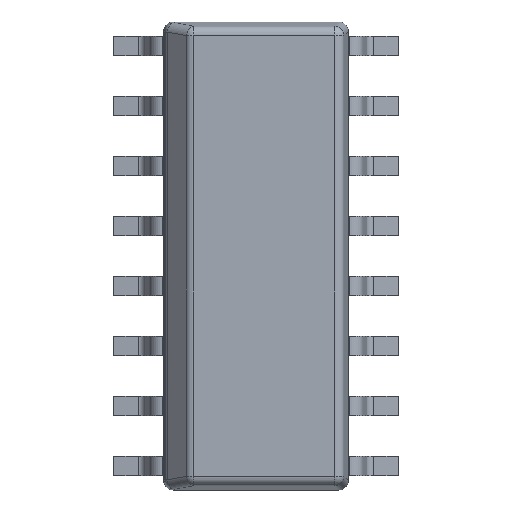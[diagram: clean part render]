
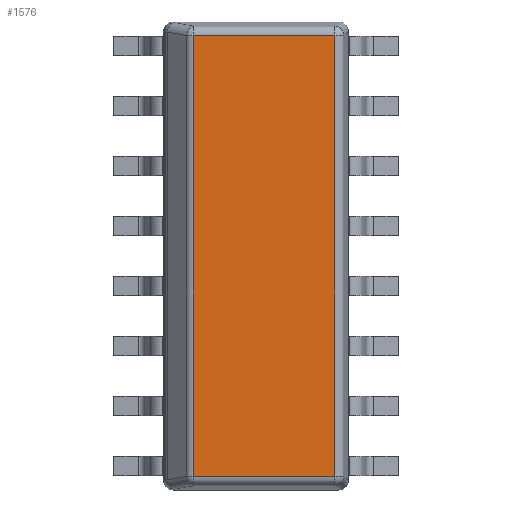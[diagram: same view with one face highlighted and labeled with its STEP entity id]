
A CAD part, top view. The second image highlights one B-rep face of the part: STEP entity #1576.
In plain terms, the highlighted face is planar.
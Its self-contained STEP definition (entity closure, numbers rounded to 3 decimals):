
#390=DIRECTION('',(0.,0.,-1.));
#391=VECTOR('',#390,2.991);
#392=CARTESIAN_POINT('',(4.662,0.68,1.662));
#393=LINE('',#392,#391);
#404=DIRECTION('',(1.,0.,0.));
#405=VECTOR('',#404,9.325);
#406=CARTESIAN_POINT('',(-4.662,0.68,-1.329));
#407=LINE('',#406,#405);
#442=DIRECTION('',(0.,0.,1.));
#443=VECTOR('',#442,2.991);
#444=CARTESIAN_POINT('',(-4.662,0.68,-1.329));
#445=LINE('',#444,#443);
#480=DIRECTION('',(1.,0.,0.));
#481=VECTOR('',#480,9.325);
#482=CARTESIAN_POINT('',(-4.662,0.68,1.662));
#483=LINE('',#482,#481);
#1199=CARTESIAN_POINT('',(-4.662,0.68,1.662));
#1200=CARTESIAN_POINT('',(4.662,0.68,1.662));
#1201=VERTEX_POINT('',#1199);
#1202=VERTEX_POINT('',#1200);
#1267=CARTESIAN_POINT('',(-4.662,0.68,-1.329));
#1268=VERTEX_POINT('',#1267);
#1269=CARTESIAN_POINT('',(4.662,0.68,-1.329));
#1270=VERTEX_POINT('',#1269);
#1562=CARTESIAN_POINT('',(0.,0.68,0.));
#1563=DIRECTION('',(0.,1.,0.));
#1564=DIRECTION('',(1.,0.,0.));
#1565=AXIS2_PLACEMENT_3D('',#1562,#1563,#1564);
#1566=PLANE('',#1565);
#1568=ORIENTED_EDGE('',*,*,#1567,.T.);
#1569=ORIENTED_EDGE('',*,*,#1552,.F.);
#1571=ORIENTED_EDGE('',*,*,#1570,.F.);
#1573=ORIENTED_EDGE('',*,*,#1572,.F.);
#1574=EDGE_LOOP('',(#1568,#1569,#1571,#1573));
#1575=FACE_OUTER_BOUND('',#1574,.F.);
#1552=EDGE_CURVE('',#1202,#1270,#393,.T.);
#1567=EDGE_CURVE('',#1268,#1270,#407,.T.);
#1570=EDGE_CURVE('',#1201,#1202,#483,.T.);
#1572=EDGE_CURVE('',#1268,#1201,#445,.T.);
#1576=ADVANCED_FACE('',(#1575),#1566,.T.);
